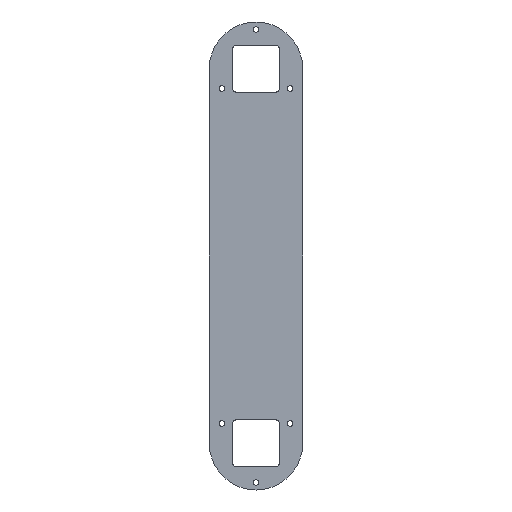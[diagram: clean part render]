
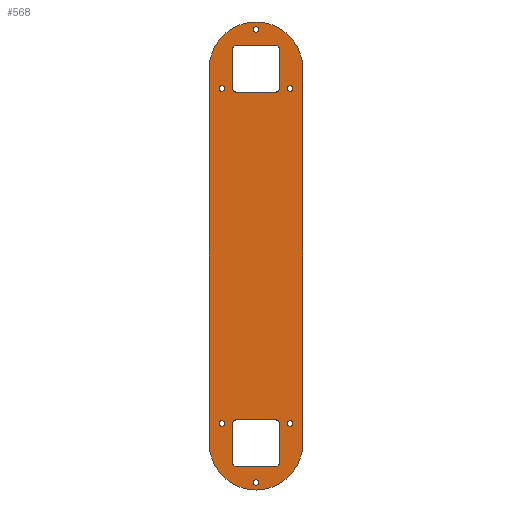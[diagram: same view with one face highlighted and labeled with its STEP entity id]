
A CAD part, front view. The second image highlights one B-rep face of the part: STEP entity #568.
In plain terms, the highlighted planar face has unit normal (0, -1, 0).
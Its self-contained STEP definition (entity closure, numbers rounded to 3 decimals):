
#23=FACE_BOUND('',#107,.T.);
#24=FACE_BOUND('',#108,.T.);
#25=FACE_BOUND('',#109,.T.);
#26=FACE_BOUND('',#110,.T.);
#27=FACE_BOUND('',#111,.T.);
#28=FACE_BOUND('',#112,.T.);
#29=FACE_BOUND('',#113,.T.);
#30=FACE_BOUND('',#114,.T.);
#42=PLANE('',#642);
#70=FACE_OUTER_BOUND('',#106,.T.);
#106=EDGE_LOOP('',(#499,#500,#501,#502));
#107=EDGE_LOOP('',(#503,#504,#505,#506,#507,#508,#509,#510));
#108=EDGE_LOOP('',(#511));
#109=EDGE_LOOP('',(#512));
#110=EDGE_LOOP('',(#513));
#111=EDGE_LOOP('',(#514,#515,#516,#517,#518,#519,#520,#521));
#112=EDGE_LOOP('',(#522));
#113=EDGE_LOOP('',(#523));
#114=EDGE_LOOP('',(#524));
#118=LINE('',#833,#164);
#123=LINE('',#847,#169);
#127=LINE('',#859,#173);
#131=LINE('',#871,#177);
#137=LINE('',#899,#183);
#142=LINE('',#913,#188);
#146=LINE('',#925,#192);
#150=LINE('',#937,#196);
#153=LINE('',#947,#199);
#158=LINE('',#961,#204);
#164=VECTOR('',#668,10.);
#169=VECTOR('',#681,10.);
#173=VECTOR('',#693,10.);
#177=VECTOR('',#705,10.);
#183=VECTOR('',#737,10.);
#188=VECTOR('',#750,10.);
#192=VECTOR('',#762,10.);
#196=VECTOR('',#774,10.);
#199=VECTOR('',#785,10.);
#204=VECTOR('',#798,10.);
#208=CIRCLE('',#585,1.5);
#210=CIRCLE('',#588,1.5);
#212=CIRCLE('',#591,1.5);
#213=CIRCLE('',#594,2.);
#215=CIRCLE('',#598,2.);
#217=CIRCLE('',#602,2.);
#219=CIRCLE('',#606,2.);
#222=CIRCLE('',#610,1.5);
#224=CIRCLE('',#613,1.5);
#226=CIRCLE('',#616,1.5);
#227=CIRCLE('',#619,2.);
#229=CIRCLE('',#623,2.);
#231=CIRCLE('',#627,2.);
#233=CIRCLE('',#631,2.);
#235=CIRCLE('',#635,25.);
#237=CIRCLE('',#639,25.);
#240=VERTEX_POINT('',#815);
#242=VERTEX_POINT('',#821);
#244=VERTEX_POINT('',#827);
#245=VERTEX_POINT('',#831);
#246=VERTEX_POINT('',#832);
#249=VERTEX_POINT('',#840);
#251=VERTEX_POINT('',#846);
#253=VERTEX_POINT('',#852);
#255=VERTEX_POINT('',#858);
#257=VERTEX_POINT('',#864);
#259=VERTEX_POINT('',#870);
#262=VERTEX_POINT('',#881);
#264=VERTEX_POINT('',#887);
#266=VERTEX_POINT('',#893);
#267=VERTEX_POINT('',#897);
#268=VERTEX_POINT('',#898);
#271=VERTEX_POINT('',#906);
#273=VERTEX_POINT('',#912);
#275=VERTEX_POINT('',#918);
#277=VERTEX_POINT('',#924);
#279=VERTEX_POINT('',#930);
#281=VERTEX_POINT('',#936);
#283=VERTEX_POINT('',#945);
#284=VERTEX_POINT('',#946);
#287=VERTEX_POINT('',#954);
#289=VERTEX_POINT('',#960);
#293=EDGE_CURVE('',#240,#240,#208,.T.);
#296=EDGE_CURVE('',#242,#242,#210,.T.);
#299=EDGE_CURVE('',#244,#244,#212,.T.);
#300=EDGE_CURVE('',#245,#246,#118,.T.);
#304=EDGE_CURVE('',#249,#245,#213,.T.);
#307=EDGE_CURVE('',#251,#249,#123,.T.);
#310=EDGE_CURVE('',#253,#251,#215,.T.);
#313=EDGE_CURVE('',#255,#253,#127,.T.);
#316=EDGE_CURVE('',#257,#255,#217,.T.);
#319=EDGE_CURVE('',#259,#257,#131,.T.);
#322=EDGE_CURVE('',#246,#259,#219,.T.);
#326=EDGE_CURVE('',#262,#262,#222,.T.);
#329=EDGE_CURVE('',#264,#264,#224,.T.);
#332=EDGE_CURVE('',#266,#266,#226,.T.);
#333=EDGE_CURVE('',#267,#268,#137,.T.);
#337=EDGE_CURVE('',#271,#267,#227,.T.);
#340=EDGE_CURVE('',#273,#271,#142,.T.);
#343=EDGE_CURVE('',#275,#273,#229,.T.);
#346=EDGE_CURVE('',#277,#275,#146,.T.);
#349=EDGE_CURVE('',#279,#277,#231,.T.);
#352=EDGE_CURVE('',#281,#279,#150,.T.);
#355=EDGE_CURVE('',#268,#281,#233,.T.);
#357=EDGE_CURVE('',#283,#284,#153,.T.);
#361=EDGE_CURVE('',#287,#284,#235,.T.);
#364=EDGE_CURVE('',#289,#287,#158,.T.);
#367=EDGE_CURVE('',#283,#289,#237,.T.);
#499=ORIENTED_EDGE('',*,*,#367,.F.);
#500=ORIENTED_EDGE('',*,*,#357,.T.);
#501=ORIENTED_EDGE('',*,*,#361,.F.);
#502=ORIENTED_EDGE('',*,*,#364,.F.);
#503=ORIENTED_EDGE('',*,*,#355,.F.);
#504=ORIENTED_EDGE('',*,*,#333,.F.);
#505=ORIENTED_EDGE('',*,*,#337,.F.);
#506=ORIENTED_EDGE('',*,*,#340,.F.);
#507=ORIENTED_EDGE('',*,*,#343,.F.);
#508=ORIENTED_EDGE('',*,*,#346,.F.);
#509=ORIENTED_EDGE('',*,*,#349,.F.);
#510=ORIENTED_EDGE('',*,*,#352,.F.);
#511=ORIENTED_EDGE('',*,*,#332,.F.);
#512=ORIENTED_EDGE('',*,*,#329,.F.);
#513=ORIENTED_EDGE('',*,*,#326,.F.);
#514=ORIENTED_EDGE('',*,*,#322,.F.);
#515=ORIENTED_EDGE('',*,*,#300,.F.);
#516=ORIENTED_EDGE('',*,*,#304,.F.);
#517=ORIENTED_EDGE('',*,*,#307,.F.);
#518=ORIENTED_EDGE('',*,*,#310,.F.);
#519=ORIENTED_EDGE('',*,*,#313,.F.);
#520=ORIENTED_EDGE('',*,*,#316,.F.);
#521=ORIENTED_EDGE('',*,*,#319,.F.);
#522=ORIENTED_EDGE('',*,*,#299,.F.);
#523=ORIENTED_EDGE('',*,*,#296,.F.);
#524=ORIENTED_EDGE('',*,*,#293,.F.);
#568=ADVANCED_FACE('',(#70,#23,#24,#25,#26,#27,#28,#29,#30),#42,.F.);
#585=AXIS2_PLACEMENT_3D('',#817,#650,#651);
#588=AXIS2_PLACEMENT_3D('',#823,#657,#658);
#591=AXIS2_PLACEMENT_3D('',#829,#664,#665);
#594=AXIS2_PLACEMENT_3D('',#841,#674,#675);
#598=AXIS2_PLACEMENT_3D('',#853,#686,#687);
#602=AXIS2_PLACEMENT_3D('',#865,#698,#699);
#606=AXIS2_PLACEMENT_3D('',#876,#710,#711);
#610=AXIS2_PLACEMENT_3D('',#883,#719,#720);
#613=AXIS2_PLACEMENT_3D('',#889,#726,#727);
#616=AXIS2_PLACEMENT_3D('',#895,#733,#734);
#619=AXIS2_PLACEMENT_3D('',#907,#743,#744);
#623=AXIS2_PLACEMENT_3D('',#919,#755,#756);
#627=AXIS2_PLACEMENT_3D('',#931,#767,#768);
#631=AXIS2_PLACEMENT_3D('',#942,#779,#780);
#635=AXIS2_PLACEMENT_3D('',#955,#791,#792);
#639=AXIS2_PLACEMENT_3D('',#966,#803,#804);
#642=AXIS2_PLACEMENT_3D('',#969,#809,#810);
#650=DIRECTION('center_axis',(0.,-1.,0.));
#651=DIRECTION('ref_axis',(1.,0.,0.));
#657=DIRECTION('center_axis',(0.,-1.,0.));
#658=DIRECTION('ref_axis',(1.,0.,0.));
#664=DIRECTION('center_axis',(0.,-1.,0.));
#665=DIRECTION('ref_axis',(1.,0.,0.));
#668=DIRECTION('',(0.,0.,-1.));
#674=DIRECTION('center_axis',(0.,-1.,0.));
#675=DIRECTION('ref_axis',(-1.,0.,0.));
#681=DIRECTION('',(-1.,0.,0.));
#686=DIRECTION('center_axis',(0.,-1.,0.));
#687=DIRECTION('ref_axis',(0.,0.,1.));
#693=DIRECTION('',(0.,0.,1.));
#698=DIRECTION('center_axis',(0.,-1.,0.));
#699=DIRECTION('ref_axis',(1.,0.,0.));
#705=DIRECTION('',(1.,0.,0.));
#710=DIRECTION('center_axis',(0.,-1.,0.));
#711=DIRECTION('ref_axis',(0.,0.,-1.));
#719=DIRECTION('center_axis',(0.,-1.,0.));
#720=DIRECTION('ref_axis',(1.,0.,0.));
#726=DIRECTION('center_axis',(0.,-1.,0.));
#727=DIRECTION('ref_axis',(1.,0.,0.));
#733=DIRECTION('center_axis',(0.,-1.,0.));
#734=DIRECTION('ref_axis',(1.,0.,0.));
#737=DIRECTION('',(1.,0.,0.));
#743=DIRECTION('center_axis',(0.,-1.,0.));
#744=DIRECTION('ref_axis',(0.,0.,-1.));
#750=DIRECTION('',(0.,0.,-1.));
#755=DIRECTION('center_axis',(0.,-1.,0.));
#756=DIRECTION('ref_axis',(-1.,0.,0.));
#762=DIRECTION('',(-1.,0.,0.));
#767=DIRECTION('center_axis',(0.,-1.,0.));
#768=DIRECTION('ref_axis',(0.,0.,1.));
#774=DIRECTION('',(0.,0.,1.));
#779=DIRECTION('center_axis',(0.,-1.,0.));
#780=DIRECTION('ref_axis',(1.,0.,0.));
#785=DIRECTION('',(0.,0.,-1.));
#791=DIRECTION('center_axis',(0.,1.,0.));
#792=DIRECTION('ref_axis',(1.,0.,0.));
#798=DIRECTION('',(0.,0.,-1.));
#803=DIRECTION('center_axis',(0.,1.,0.));
#804=DIRECTION('ref_axis',(1.,0.,0.));
#809=DIRECTION('center_axis',(0.,1.,0.));
#810=DIRECTION('ref_axis',(1.,0.,0.));
#815=CARTESIAN_POINT('',(-19.687,0.,189.5));
#817=CARTESIAN_POINT('Origin',(-18.187,0.,189.5));
#821=CARTESIAN_POINT('',(-1.5,0.,221.));
#823=CARTESIAN_POINT('Origin',(0.,0.,221.));
#827=CARTESIAN_POINT('',(-19.687,0.,10.5));
#829=CARTESIAN_POINT('Origin',(-18.187,0.,10.5));
#831=CARTESIAN_POINT('',(-12.5,0.,10.5));
#832=CARTESIAN_POINT('',(-12.5,0.,-10.5));
#833=CARTESIAN_POINT('',(-12.5,0.,-10.5));
#840=CARTESIAN_POINT('',(-10.5,0.,12.5));
#841=CARTESIAN_POINT('Origin',(-10.5,0.,10.5));
#846=CARTESIAN_POINT('',(10.5,0.,12.5));
#847=CARTESIAN_POINT('',(-10.5,0.,12.5));
#852=CARTESIAN_POINT('',(12.5,0.,10.5));
#853=CARTESIAN_POINT('Origin',(10.5,0.,10.5));
#858=CARTESIAN_POINT('',(12.5,0.,-10.5));
#859=CARTESIAN_POINT('',(12.5,0.,10.5));
#864=CARTESIAN_POINT('',(10.5,0.,-12.5));
#865=CARTESIAN_POINT('Origin',(10.5,0.,-10.5));
#870=CARTESIAN_POINT('',(-10.5,0.,-12.5));
#871=CARTESIAN_POINT('',(10.5,0.,-12.5));
#876=CARTESIAN_POINT('Origin',(-10.5,0.,-10.5));
#881=CARTESIAN_POINT('',(16.687,0.,10.5));
#883=CARTESIAN_POINT('Origin',(18.187,0.,10.5));
#887=CARTESIAN_POINT('',(16.687,0.,189.5));
#889=CARTESIAN_POINT('Origin',(18.187,0.,189.5));
#893=CARTESIAN_POINT('',(-1.5,0.,-21.));
#895=CARTESIAN_POINT('Origin',(0.,0.,-21.));
#897=CARTESIAN_POINT('',(-10.5,0.,187.5));
#898=CARTESIAN_POINT('',(10.5,0.,187.5));
#899=CARTESIAN_POINT('',(-10.5,0.,187.5));
#906=CARTESIAN_POINT('',(-12.5,0.,189.5));
#907=CARTESIAN_POINT('Origin',(-10.5,0.,189.5));
#912=CARTESIAN_POINT('',(-12.5,0.,210.5));
#913=CARTESIAN_POINT('',(-12.5,0.,210.5));
#918=CARTESIAN_POINT('',(-10.5,0.,212.5));
#919=CARTESIAN_POINT('Origin',(-10.5,0.,210.5));
#924=CARTESIAN_POINT('',(10.5,0.,212.5));
#925=CARTESIAN_POINT('',(10.5,0.,212.5));
#930=CARTESIAN_POINT('',(12.5,0.,210.5));
#931=CARTESIAN_POINT('Origin',(10.5,0.,210.5));
#936=CARTESIAN_POINT('',(12.5,0.,189.5));
#937=CARTESIAN_POINT('',(12.5,0.,189.5));
#942=CARTESIAN_POINT('Origin',(10.5,0.,189.5));
#945=CARTESIAN_POINT('',(-25.,0.,200.));
#946=CARTESIAN_POINT('',(-25.,0.,0.));
#947=CARTESIAN_POINT('',(-25.,0.,200.));
#954=CARTESIAN_POINT('',(25.,0.,0.));
#955=CARTESIAN_POINT('Origin',(0.,0.,0.));
#960=CARTESIAN_POINT('',(25.,0.,200.));
#961=CARTESIAN_POINT('',(25.,0.,200.));
#966=CARTESIAN_POINT('Origin',(0.,0.,200.));
#969=CARTESIAN_POINT('Origin',(0.,0.,100.));
